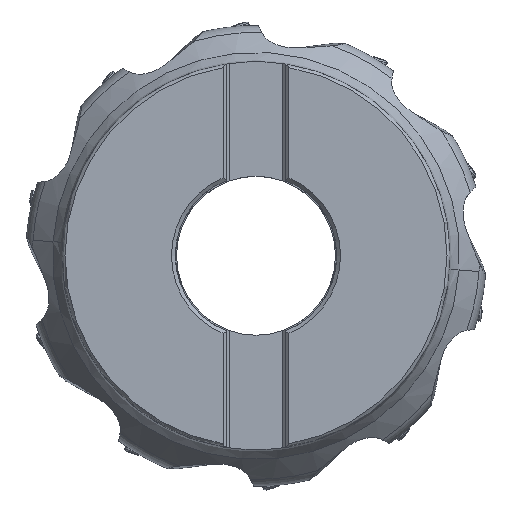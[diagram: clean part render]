
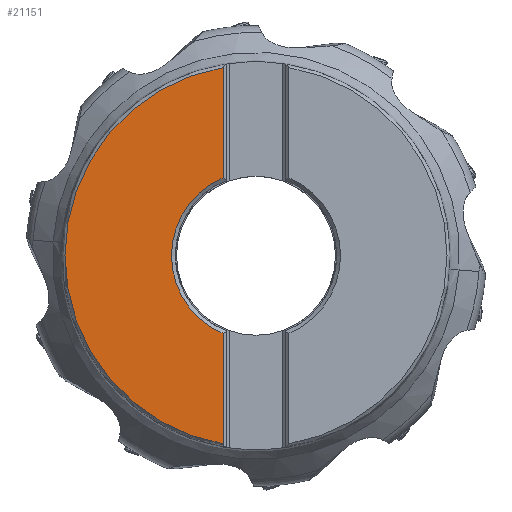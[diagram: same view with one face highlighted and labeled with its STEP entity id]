
A CAD part, top view. The second image highlights one B-rep face of the part: STEP entity #21151.
In plain terms, the highlighted planar face has unit normal (0, 0, 1).
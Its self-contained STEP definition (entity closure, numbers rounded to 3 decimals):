
#156=CARTESIAN_POINT('',(-10.525,60.114,0.));
#183=CARTESIAN_POINT('',(-10.525,-60.114,0.));
#306=DIRECTION('',(0.,1.,0.));
#307=VECTOR('',#306,35.25);
#308=CARTESIAN_POINT('',(-10.525,-60.114,0.));
#309=LINE('',#308,#307);
#313=CARTESIAN_POINT('',(0.,0.,0.));
#314=DIRECTION('',(0.,0.,1.));
#315=DIRECTION('',(-1.,0.,0.));
#316=AXIS2_PLACEMENT_3D('',#313,#314,#315);
#321=CARTESIAN_POINT('',(0.,0.,0.));
#322=DIRECTION('',(0.,0.,1.));
#323=DIRECTION('',(-0.172,0.985,0.));
#324=AXIS2_PLACEMENT_3D('',#321,#322,#323);
#329=DIRECTION('',(0.,1.,0.));
#330=VECTOR('',#329,35.25);
#331=CARTESIAN_POINT('',(-10.525,24.864,0.));
#332=LINE('',#331,#330);
#336=CARTESIAN_POINT('',(0.,0.,
0.));
#337=DIRECTION('',(0.,0.,-1.));
#338=DIRECTION('',(-0.39,-0.921,0.));
#339=AXIS2_PLACEMENT_3D('',#336,#337,#338);
#19607=VERTEX_POINT('',#156);
#19610=VERTEX_POINT('',#183);
#19611=CARTESIAN_POINT('',(-61.029,0.022,
0.));
#19612=VERTEX_POINT('',#19611);
#19613=CARTESIAN_POINT('',(-10.525,-24.864,
0.));
#19614=VERTEX_POINT('',#19613);
#19615=CARTESIAN_POINT('',(-10.525,24.864,
0.));
#19616=VERTEX_POINT('',#19615);
#21139=CARTESIAN_POINT('',(-35.777,0.,0.));
#21140=DIRECTION('',(0.,0.,1.));
#21141=DIRECTION('',(0.,-1.,0.));
#21142=AXIS2_PLACEMENT_3D('',#21139,#21140,#21141);
#21143=PLANE('',#21142);
#21144=ORIENTED_EDGE('',*,*,#21131,.F.);
#21145=ORIENTED_EDGE('',*,*,#21074,.F.);
#21146=ORIENTED_EDGE('',*,*,#21072,.F.);
#21147=ORIENTED_EDGE('',*,*,#21096,.F.);
#21148=ORIENTED_EDGE('',*,*,#21111,.F.);
#21149=EDGE_LOOP('',(#21144,#21145,#21146,#21147,#21148));
#21150=FACE_OUTER_BOUND('',#21149,.F.);
#317=CIRCLE('',#316,61.029);
#325=CIRCLE('',#324,61.029);
#340=CIRCLE('',#339,27.);
#21072=EDGE_CURVE('',#19607,#19612,#325,.T.);
#21074=EDGE_CURVE('',#19612,#19610,#317,.T.);
#21096=EDGE_CURVE('',#19616,#19607,#332,.T.);
#21111=EDGE_CURVE('',#19614,#19616,#340,.T.);
#21131=EDGE_CURVE('',#19610,#19614,#309,.T.);
#21151=ADVANCED_FACE('',(#21150),#21143,.T.);
